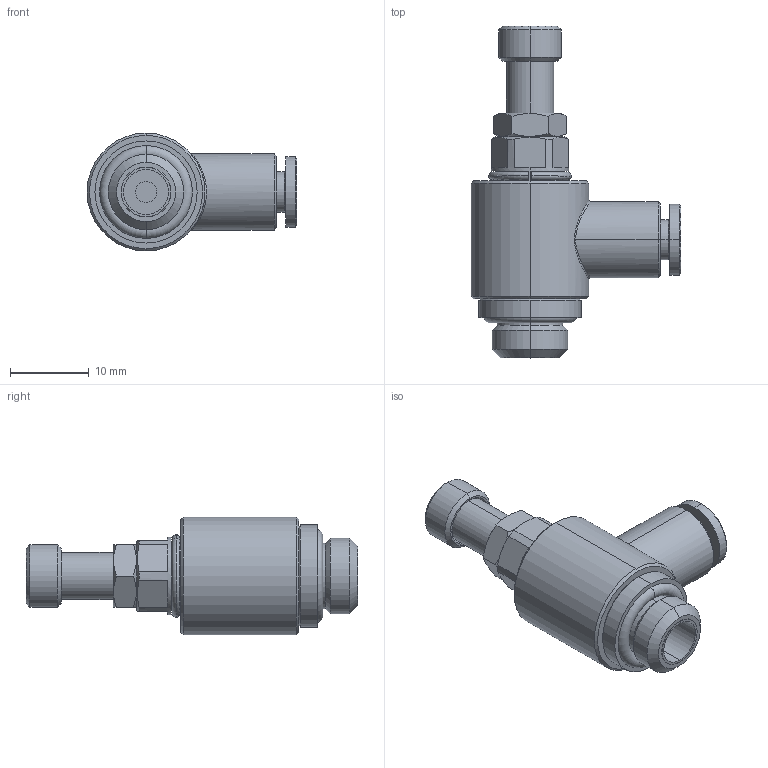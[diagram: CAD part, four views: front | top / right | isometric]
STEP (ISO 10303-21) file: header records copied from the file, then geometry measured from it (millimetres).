
FILE_DESCRIPTION (( 'STEP AP203' ), '1' );
FILE_NAME ('04260C11.STEP', '2010-05-03T14:44:04', ( '' ), ( 'sopra-pneumatic' ), 'SwSTEP 2.0', 'SolidWorks 2009', '' );
FILE_SCHEMA (( 'CONFIG_CONTROL_DESIGN' ));
Length unit declared in the file: millimetre
Products named in the file (1): 04260C11
Bounding box: 26.7 x 42.24 x 15 mm (x, y, z)
Volume: 4776.6 mm3; surface area: 2710.8 mm2
Topology: 2 solids, 2 shells, 106 faces, 232 edges, 146 vertices
Faces by surface type: plane 38, cone 32, cylinder 30, torus 4, bspline 2
Entity records: 4069 total; most frequent: CARTESIAN_POINT 1633, DIRECTION 520, ORIENTED_EDGE 464, EDGE_CURVE 232, AXIS2_PLACEMENT_3D 217, VERTEX_POINT 146, EDGE_LOOP 122, CIRCLE 112
